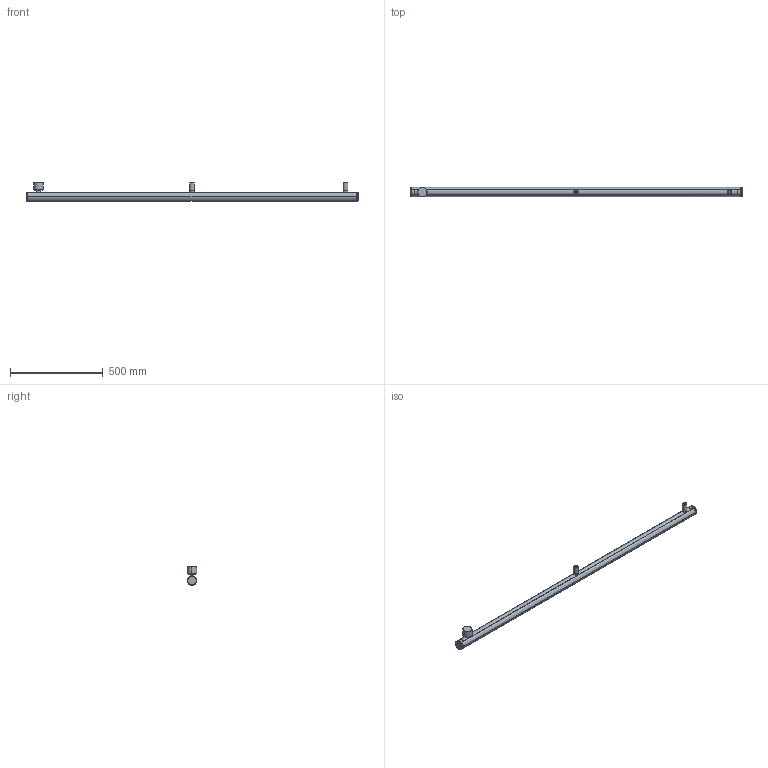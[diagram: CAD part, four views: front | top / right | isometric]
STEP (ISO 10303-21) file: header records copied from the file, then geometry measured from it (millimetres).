
FILE_DESCRIPTION(/* description */ (''),/* implementation_level */ '2;1');
FILE_NAME(/* name */ 'Alphabet_of_Light_linear_semirec_180',/* time_stamp */ '2020-07-20T17:50:19+02:00',/* author */ (''),/* organization */ (''),/* preprocessor_version */ 'ST-DEVELOPER v15',/* originating_system */ '',/* authorisation */ '');
FILE_SCHEMA (('AUTOMOTIVE_DESIGN'));
Length unit declared in the file: millimetre
Products named in the file (2): Document; Blocco 01
Assembly tree (1 placements, depth 2):
  Document
    Blocco 01
Bounding box: 1792 x 50.02 x 100.05 mm (x, y, z)
Surface area: 335824.4 mm2 (no closed solid volume)
Topology: 0 solids, 8 shells, 92 faces, 291 edges, 192 vertices
Faces by surface type: bspline 56, plane 36
Entity records: 4907 total; most frequent: CARTESIAN_POINT 3330, ORIENTED_EDGE 478, EDGE_CURVE 291, VERTEX_POINT 192, B_SPLINE_CURVE_WITH_KNOTS 157, EDGE_LOOP 96, ADVANCED_FACE 90, FACE_OUTER_BOUND 90
